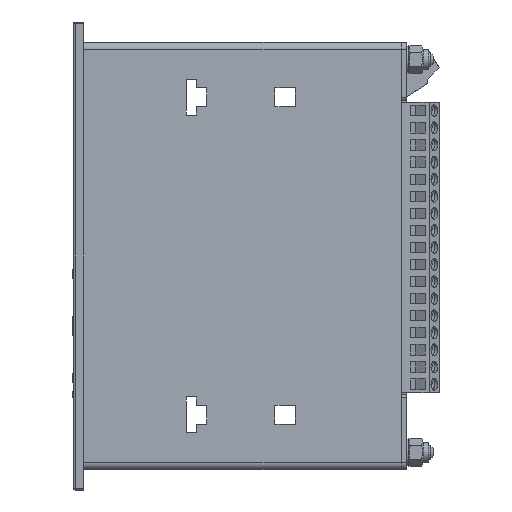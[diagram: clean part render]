
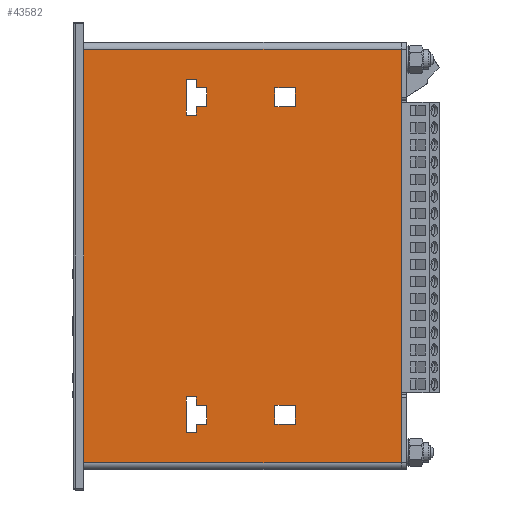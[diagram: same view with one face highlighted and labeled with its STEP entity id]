
A CAD part, left-side view. The second image highlights one B-rep face of the part: STEP entity #43582.
In plain terms, the highlighted planar face has unit normal (-1, 0, 0).
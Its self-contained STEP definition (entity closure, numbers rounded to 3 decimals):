
#43343=CARTESIAN_POINT('',(-110.,-93.,62.5));
#43344=DIRECTION('',(1.,0.,0.));
#43345=DIRECTION('',(0.,0.,-1.));
#43346=AXIS2_PLACEMENT_3D('',#43343,#43344,#43345);
#43347=PLANE('',#43346);
#43348=CARTESIAN_POINT('',(-110.,-56.,-43.75));
#43349=VERTEX_POINT('',#43348);
#43350=CARTESIAN_POINT('',(-110.,-56.,-49.25));
#43351=VERTEX_POINT('',#43350);
#43352=CARTESIAN_POINT('',(-110.,-56.,-43.75));
#43353=DIRECTION('',(0.,-0.,-1.));
#43354=VECTOR('',#43353,5.5);
#43355=LINE('',#43352,#43354);
#43356=EDGE_CURVE('',#43349,#43351,#43355,.T.);
#43357=ORIENTED_EDGE('',*,*,#43356,.F.);
#43358=CARTESIAN_POINT('',(-110.,-62.,-43.75));
#43359=VERTEX_POINT('',#43358);
#43360=CARTESIAN_POINT('',(-110.,-62.,-43.75));
#43361=DIRECTION('',(0.,1.,-0.));
#43362=VECTOR('',#43361,6.);
#43363=LINE('',#43360,#43362);
#43364=EDGE_CURVE('',#43359,#43349,#43363,.T.);
#43365=ORIENTED_EDGE('',*,*,#43364,.F.);
#43366=CARTESIAN_POINT('',(-110.,-62.,-49.25));
#43367=VERTEX_POINT('',#43366);
#43368=CARTESIAN_POINT('',(-110.,-62.,-49.25));
#43369=DIRECTION('',(0.,0.,1.));
#43370=VECTOR('',#43369,5.5);
#43371=LINE('',#43368,#43370);
#43372=EDGE_CURVE('',#43367,#43359,#43371,.T.);
#43373=ORIENTED_EDGE('',*,*,#43372,.F.);
#43374=CARTESIAN_POINT('',(-110.,-56.,-49.25));
#43375=DIRECTION('',(0.,-1.,0.));
#43376=VECTOR('',#43375,6.);
#43377=LINE('',#43374,#43376);
#43378=EDGE_CURVE('',#43351,#43367,#43377,.T.);
#43379=ORIENTED_EDGE('',*,*,#43378,.F.);
#43380=EDGE_LOOP('',(#43357,#43365,#43373,#43379));
#43381=FACE_BOUND('',#43380,.T.);
#43382=CARTESIAN_POINT('',(-110.,-30.,-41.25));
#43383=VERTEX_POINT('',#43382);
#43384=CARTESIAN_POINT('',(-110.,-30.,-51.75));
#43385=VERTEX_POINT('',#43384);
#43386=CARTESIAN_POINT('',(-110.,-30.,-41.25));
#43387=DIRECTION('',(0.,-0.,-1.));
#43388=VECTOR('',#43387,10.5);
#43389=LINE('',#43386,#43388);
#43390=EDGE_CURVE('',#43383,#43385,#43389,.T.);
#43391=ORIENTED_EDGE('',*,*,#43390,.F.);
#43392=CARTESIAN_POINT('',(-110.,-33.,-41.25));
#43393=VERTEX_POINT('',#43392);
#43394=CARTESIAN_POINT('',(-110.,-33.,-41.25));
#43395=DIRECTION('',(0.,1.,-0.));
#43396=VECTOR('',#43395,3.);
#43397=LINE('',#43394,#43396);
#43398=EDGE_CURVE('',#43393,#43383,#43397,.T.);
#43399=ORIENTED_EDGE('',*,*,#43398,.F.);
#43400=CARTESIAN_POINT('',(-110.,-33.,-43.75));
#43401=VERTEX_POINT('',#43400);
#43402=CARTESIAN_POINT('',(-110.,-33.,-43.75));
#43403=DIRECTION('',(0.,-0.,1.));
#43404=VECTOR('',#43403,2.5);
#43405=LINE('',#43402,#43404);
#43406=EDGE_CURVE('',#43401,#43393,#43405,.T.);
#43407=ORIENTED_EDGE('',*,*,#43406,.F.);
#43408=CARTESIAN_POINT('',(-110.,-36.,-43.75));
#43409=VERTEX_POINT('',#43408);
#43410=CARTESIAN_POINT('',(-110.,-36.,-43.75));
#43411=DIRECTION('',(0.,1.,-0.));
#43412=VECTOR('',#43411,3.);
#43413=LINE('',#43410,#43412);
#43414=EDGE_CURVE('',#43409,#43401,#43413,.T.);
#43415=ORIENTED_EDGE('',*,*,#43414,.F.);
#43416=CARTESIAN_POINT('',(-110.,-36.,-49.25));
#43417=VERTEX_POINT('',#43416);
#43418=CARTESIAN_POINT('',(-110.,-36.,-49.25));
#43419=DIRECTION('',(0.,0.,1.));
#43420=VECTOR('',#43419,5.5);
#43421=LINE('',#43418,#43420);
#43422=EDGE_CURVE('',#43417,#43409,#43421,.T.);
#43423=ORIENTED_EDGE('',*,*,#43422,.F.);
#43424=CARTESIAN_POINT('',(-110.,-33.,-49.25));
#43425=VERTEX_POINT('',#43424);
#43426=CARTESIAN_POINT('',(-110.,-33.,-49.25));
#43427=DIRECTION('',(0.,-1.,-0.));
#43428=VECTOR('',#43427,3.);
#43429=LINE('',#43426,#43428);
#43430=EDGE_CURVE('',#43425,#43417,#43429,.T.);
#43431=ORIENTED_EDGE('',*,*,#43430,.F.);
#43432=CARTESIAN_POINT('',(-110.,-33.,-51.75));
#43433=VERTEX_POINT('',#43432);
#43434=CARTESIAN_POINT('',(-110.,-33.,-51.75));
#43435=DIRECTION('',(0.,0.,1.));
#43436=VECTOR('',#43435,2.5);
#43437=LINE('',#43434,#43436);
#43438=EDGE_CURVE('',#43433,#43425,#43437,.T.);
#43439=ORIENTED_EDGE('',*,*,#43438,.F.);
#43440=CARTESIAN_POINT('',(-110.,-30.,-51.75));
#43441=DIRECTION('',(0.,-1.,0.));
#43442=VECTOR('',#43441,3.);
#43443=LINE('',#43440,#43442);
#43444=EDGE_CURVE('',#43385,#43433,#43443,.T.);
#43445=ORIENTED_EDGE('',*,*,#43444,.F.);
#43446=EDGE_LOOP('',(#43391,#43399,#43407,#43415,#43423,#43431,#43439,#43445));
#43447=FACE_BOUND('',#43446,.T.);
#43448=CARTESIAN_POINT('',(-110.,-30.,41.25));
#43449=VERTEX_POINT('',#43448);
#43450=CARTESIAN_POINT('',(-110.,-33.,41.25));
#43451=VERTEX_POINT('',#43450);
#43452=CARTESIAN_POINT('',(-110.,-30.,41.25));
#43453=DIRECTION('',(0.,-1.,0.));
#43454=VECTOR('',#43453,3.);
#43455=LINE('',#43452,#43454);
#43456=EDGE_CURVE('',#43449,#43451,#43455,.T.);
#43457=ORIENTED_EDGE('',*,*,#43456,.F.);
#43458=CARTESIAN_POINT('',(-110.,-30.,51.75));
#43459=VERTEX_POINT('',#43458);
#43460=CARTESIAN_POINT('',(-110.,-30.,51.75));
#43461=DIRECTION('',(0.,-0.,-1.));
#43462=VECTOR('',#43461,10.5);
#43463=LINE('',#43460,#43462);
#43464=EDGE_CURVE('',#43459,#43449,#43463,.T.);
#43465=ORIENTED_EDGE('',*,*,#43464,.F.);
#43466=CARTESIAN_POINT('',(-110.,-33.,51.75));
#43467=VERTEX_POINT('',#43466);
#43468=CARTESIAN_POINT('',(-110.,-33.,51.75));
#43469=DIRECTION('',(0.,1.,-0.));
#43470=VECTOR('',#43469,3.);
#43471=LINE('',#43468,#43470);
#43472=EDGE_CURVE('',#43467,#43459,#43471,.T.);
#43473=ORIENTED_EDGE('',*,*,#43472,.F.);
#43474=CARTESIAN_POINT('',(-110.,-33.,49.25));
#43475=VERTEX_POINT('',#43474);
#43476=CARTESIAN_POINT('',(-110.,-33.,49.25));
#43477=DIRECTION('',(0.,-0.,1.));
#43478=VECTOR('',#43477,2.5);
#43479=LINE('',#43476,#43478);
#43480=EDGE_CURVE('',#43475,#43467,#43479,.T.);
#43481=ORIENTED_EDGE('',*,*,#43480,.F.);
#43482=CARTESIAN_POINT('',(-110.,-36.,49.25));
#43483=VERTEX_POINT('',#43482);
#43484=CARTESIAN_POINT('',(-110.,-36.,49.25));
#43485=DIRECTION('',(0.,1.,-0.));
#43486=VECTOR('',#43485,3.);
#43487=LINE('',#43484,#43486);
#43488=EDGE_CURVE('',#43483,#43475,#43487,.T.);
#43489=ORIENTED_EDGE('',*,*,#43488,.F.);
#43490=CARTESIAN_POINT('',(-110.,-36.,43.75));
#43491=VERTEX_POINT('',#43490);
#43492=CARTESIAN_POINT('',(-110.,-36.,43.75));
#43493=DIRECTION('',(0.,0.,1.));
#43494=VECTOR('',#43493,5.5);
#43495=LINE('',#43492,#43494);
#43496=EDGE_CURVE('',#43491,#43483,#43495,.T.);
#43497=ORIENTED_EDGE('',*,*,#43496,.F.);
#43498=CARTESIAN_POINT('',(-110.,-33.,43.75));
#43499=VERTEX_POINT('',#43498);
#43500=CARTESIAN_POINT('',(-110.,-33.,43.75));
#43501=DIRECTION('',(0.,-1.,-0.));
#43502=VECTOR('',#43501,3.);
#43503=LINE('',#43500,#43502);
#43504=EDGE_CURVE('',#43499,#43491,#43503,.T.);
#43505=ORIENTED_EDGE('',*,*,#43504,.F.);
#43506=CARTESIAN_POINT('',(-110.,-33.,41.25));
#43507=DIRECTION('',(0.,0.,1.));
#43508=VECTOR('',#43507,2.5);
#43509=LINE('',#43506,#43508);
#43510=EDGE_CURVE('',#43451,#43499,#43509,.T.);
#43511=ORIENTED_EDGE('',*,*,#43510,.F.);
#43512=EDGE_LOOP('',(#43457,#43465,#43473,#43481,#43489,#43497,#43505,#43511));
#43513=FACE_BOUND('',#43512,.T.);
#43514=CARTESIAN_POINT('',(-110.,0.,60.5));
#43515=VERTEX_POINT('',#43514);
#43516=CARTESIAN_POINT('',(-110.,0.,-60.5));
#43517=VERTEX_POINT('',#43516);
#43518=CARTESIAN_POINT('',(-110.,0.,60.5));
#43519=DIRECTION('',(0.,0.,-1.));
#43520=VECTOR('',#43519,121.);
#43521=LINE('',#43518,#43520);
#43522=EDGE_CURVE('',#43515,#43517,#43521,.T.);
#43523=ORIENTED_EDGE('',*,*,#43522,.T.);
#43524=CARTESIAN_POINT('',(-110.,-93.,-60.5));
#43525=VERTEX_POINT('',#43524);
#43526=CARTESIAN_POINT('',(-110.,0.,-60.5));
#43527=DIRECTION('',(-0.,-1.,-0.));
#43528=VECTOR('',#43527,93.);
#43529=LINE('',#43526,#43528);
#43530=EDGE_CURVE('',#43517,#43525,#43529,.T.);
#43531=ORIENTED_EDGE('',*,*,#43530,.T.);
#43532=CARTESIAN_POINT('',(-110.,-93.,60.5));
#43533=VERTEX_POINT('',#43532);
#43534=CARTESIAN_POINT('',(-110.,-93.,60.5));
#43535=DIRECTION('',(0.,0.,-1.));
#43536=VECTOR('',#43535,121.);
#43537=LINE('',#43534,#43536);
#43538=EDGE_CURVE('',#43533,#43525,#43537,.T.);
#43539=ORIENTED_EDGE('',*,*,#43538,.F.);
#43540=CARTESIAN_POINT('',(-110.,-93.,60.5));
#43541=DIRECTION('',(0.,1.,0.));
#43542=VECTOR('',#43541,93.);
#43543=LINE('',#43540,#43542);
#43544=EDGE_CURVE('',#43533,#43515,#43543,.T.);
#43545=ORIENTED_EDGE('',*,*,#43544,.T.);
#43546=EDGE_LOOP('',(#43523,#43531,#43539,#43545));
#43547=FACE_BOUND('',#43546,.T.);
#43548=CARTESIAN_POINT('',(-110.,-56.,43.75));
#43549=VERTEX_POINT('',#43548);
#43550=CARTESIAN_POINT('',(-110.,-62.,43.75));
#43551=VERTEX_POINT('',#43550);
#43552=CARTESIAN_POINT('',(-110.,-56.,43.75));
#43553=DIRECTION('',(0.,-1.,0.));
#43554=VECTOR('',#43553,6.);
#43555=LINE('',#43552,#43554);
#43556=EDGE_CURVE('',#43549,#43551,#43555,.T.);
#43557=ORIENTED_EDGE('',*,*,#43556,.F.);
#43558=CARTESIAN_POINT('',(-110.,-56.,49.25));
#43559=VERTEX_POINT('',#43558);
#43560=CARTESIAN_POINT('',(-110.,-56.,49.25));
#43561=DIRECTION('',(0.,-0.,-1.));
#43562=VECTOR('',#43561,5.5);
#43563=LINE('',#43560,#43562);
#43564=EDGE_CURVE('',#43559,#43549,#43563,.T.);
#43565=ORIENTED_EDGE('',*,*,#43564,.F.);
#43566=CARTESIAN_POINT('',(-110.,-62.,49.25));
#43567=VERTEX_POINT('',#43566);
#43568=CARTESIAN_POINT('',(-110.,-62.,49.25));
#43569=DIRECTION('',(0.,1.,-0.));
#43570=VECTOR('',#43569,6.);
#43571=LINE('',#43568,#43570);
#43572=EDGE_CURVE('',#43567,#43559,#43571,.T.);
#43573=ORIENTED_EDGE('',*,*,#43572,.F.);
#43574=CARTESIAN_POINT('',(-110.,-62.,43.75));
#43575=DIRECTION('',(0.,0.,1.));
#43576=VECTOR('',#43575,5.5);
#43577=LINE('',#43574,#43576);
#43578=EDGE_CURVE('',#43551,#43567,#43577,.T.);
#43579=ORIENTED_EDGE('',*,*,#43578,.F.);
#43580=EDGE_LOOP('',(#43557,#43565,#43573,#43579));
#43581=FACE_BOUND('',#43580,.T.);
#43582=ADVANCED_FACE('',(#43381,#43447,#43513,#43547,#43581),#43347,.F.);
